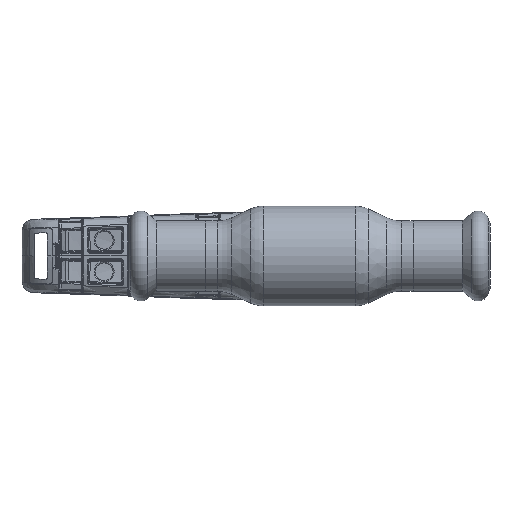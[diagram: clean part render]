
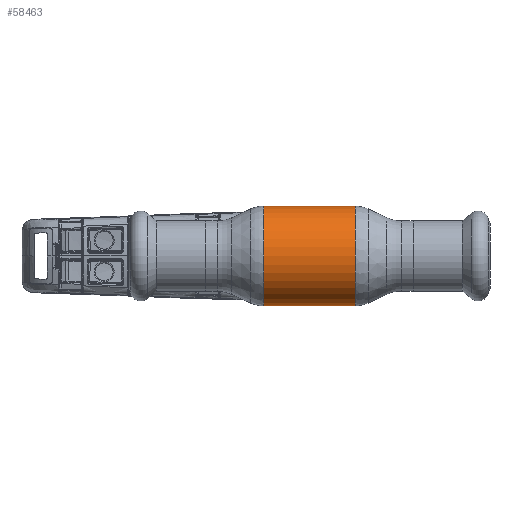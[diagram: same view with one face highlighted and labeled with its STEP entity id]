
A CAD part, front view. The second image highlights one B-rep face of the part: STEP entity #58463.
In plain terms, the highlighted cylindrical face has radius 13 mm (diameter 26 mm), a partial arc.
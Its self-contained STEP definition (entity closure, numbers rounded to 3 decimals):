
#304 = EDGE_CURVE ( 'NONE', #34522, #5179, #52312, .T. ) ;
#4782 = CIRCLE ( 'NONE', #20297, 13. ) ;
#5179 = VERTEX_POINT ( 'NONE', #37900 ) ;
#6032 = VERTEX_POINT ( 'NONE', #9880 ) ;
#9198 = ORIENTED_EDGE ( 'NONE', *, *, #52946, .T. ) ;
#9880 = CARTESIAN_POINT ( 'NONE',  ( -11.876, 0., 13. ) ) ;
#12524 = VECTOR ( 'NONE', #52075, 1000. ) ;
#14292 = DIRECTION ( 'NONE',  ( -1., 0., 0. ) ) ;
#15973 = DIRECTION ( 'NONE',  ( -1., 0., 0. ) ) ;
#20297 = AXIS2_PLACEMENT_3D ( 'NONE', #42276, #14292, #59775 ) ;
#28393 = CARTESIAN_POINT ( 'NONE',  ( -62.69, 0., 0. ) ) ;
#28653 = EDGE_CURVE ( 'NONE', #32843, #6032, #4782, .T. ) ;
#32680 = ORIENTED_EDGE ( 'NONE', *, *, #304, .T. ) ;
#32843 = VERTEX_POINT ( 'NONE', #54927 ) ;
#34522 = VERTEX_POINT ( 'NONE', #73281 ) ;
#35733 = LINE ( 'NONE', #68563, #12524 ) ;
#36006 = LINE ( 'NONE', #63821, #64599 ) ;
#37900 = CARTESIAN_POINT ( 'NONE',  ( 11.876, 0., 13. ) ) ;
#40662 = CYLINDRICAL_SURFACE ( 'NONE', #61361, 13. ) ;
#41537 = ORIENTED_EDGE ( 'NONE', *, *, #62785, .F. ) ;
#42276 = CARTESIAN_POINT ( 'NONE',  ( -11.876, 0., 0. ) ) ;
#43882 = ORIENTED_EDGE ( 'NONE', *, *, #28653, .F. ) ;
#45628 = DIRECTION ( 'NONE',  ( -1., 0., 0. ) ) ;
#52033 = EDGE_LOOP ( 'NONE', ( #41537, #32680, #9198, #43882 ) ) ;
#52075 = DIRECTION ( 'NONE',  ( -1., 0., 0. ) ) ;
#52312 = CIRCLE ( 'NONE', #66634, 13. ) ;
#52946 = EDGE_CURVE ( 'NONE', #5179, #6032, #35733, .T. ) ;
#54927 = CARTESIAN_POINT ( 'NONE',  ( -11.876, 0., -13. ) ) ;
#55927 = DIRECTION ( 'NONE',  ( 0., 0., 1. ) ) ;
#58463 = ADVANCED_FACE ( 'NONE', ( #64804 ), #40662, .T. ) ;
#59775 = DIRECTION ( 'NONE',  ( 0., 0., 1. ) ) ;
#61361 = AXIS2_PLACEMENT_3D ( 'NONE', #28393, #45628, #68610 ) ;
#62785 = EDGE_CURVE ( 'NONE', #34522, #32843, #36006, .T. ) ;
#63821 = CARTESIAN_POINT ( 'NONE',  ( -62.69, 0., -13. ) ) ;
#64599 = VECTOR ( 'NONE', #69569, 1000. ) ;
#64804 = FACE_OUTER_BOUND ( 'NONE', #52033, .T. ) ;
#66634 = AXIS2_PLACEMENT_3D ( 'NONE', #73196, #15973, #55927 ) ;
#68563 = CARTESIAN_POINT ( 'NONE',  ( -62.69, 0., 13. ) ) ;
#68610 = DIRECTION ( 'NONE',  ( 0., 0., 1. ) ) ;
#69569 = DIRECTION ( 'NONE',  ( -1., 0., 0. ) ) ;
#73196 = CARTESIAN_POINT ( 'NONE',  ( 11.876, 0., 0. ) ) ;
#73281 = CARTESIAN_POINT ( 'NONE',  ( 11.876, 0., -13. ) ) ;
